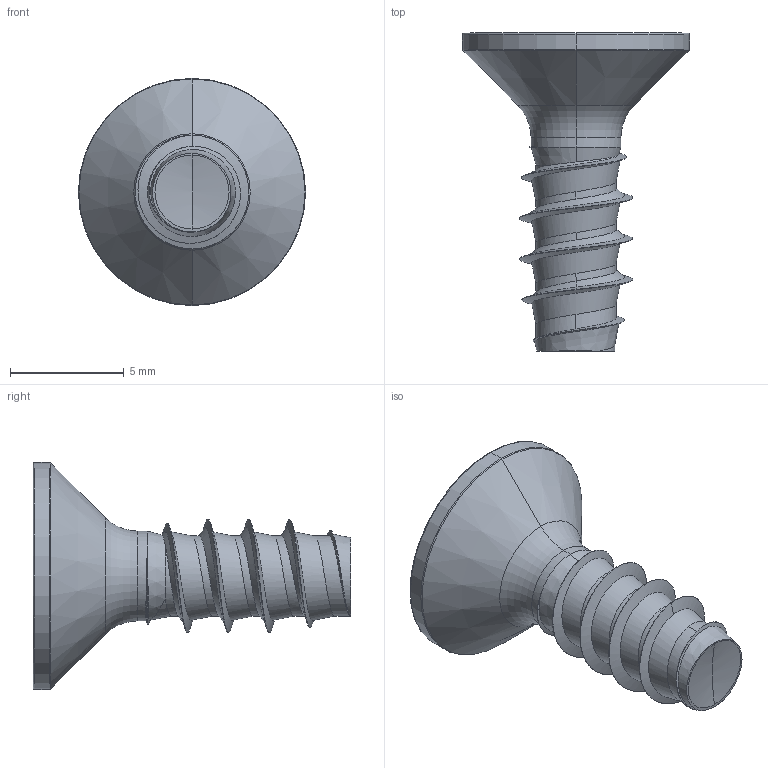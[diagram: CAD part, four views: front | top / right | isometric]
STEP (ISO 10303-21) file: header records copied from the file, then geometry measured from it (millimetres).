
FILE_DESCRIPTION (( 'STEP AP203' ), '1' );
FILE_NAME ('STP430500140.STEP', '2017-08-16T15:58:16', ( '' ), ( '' ), 'SwSTEP 2.0', 'SolidWorks 2015', '' );
FILE_SCHEMA (( 'CONFIG_CONTROL_DESIGN' ));
Length unit declared in the file: millimetre
Products named in the file (1): STP430500140
Bounding box: 10 x 14 x 10 mm (x, y, z)
Volume: 279.9 mm3; surface area: 410.9 mm2
Topology: 1 solids, 1 shells, 97 faces, 230 edges, 137 vertices
Faces by surface type: cylinder 36, bspline 35, cone 11, torus 10, plane 3, sphere 2
Entity records: 12703 total; most frequent: CARTESIAN_POINT 10707, ORIENTED_EDGE 460, DIRECTION 317, EDGE_CURVE 230, VERTEX_POINT 137, AXIS2_PLACEMENT_3D 133, EDGE_LOOP 99, B_SPLINE_CURVE_WITH_KNOTS 99
